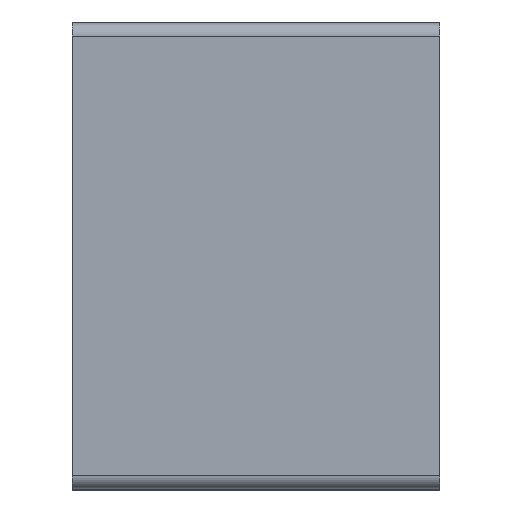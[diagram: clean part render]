
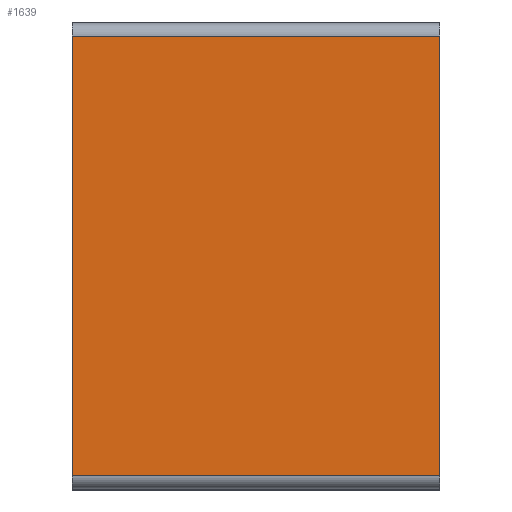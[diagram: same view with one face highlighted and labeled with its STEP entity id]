
A CAD part, top view. The second image highlights one B-rep face of the part: STEP entity #1639.
In plain terms, the highlighted planar face has unit normal (0, 0, 1).
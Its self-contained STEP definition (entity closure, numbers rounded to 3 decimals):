
#1613 = EDGE_CURVE ( 'NONE', #2114, #2099, #4633, .T. ) ;
#1637 = ORIENTED_EDGE ( 'NONE', *, *, #2126, .T. ) ;
#1638 = ORIENTED_EDGE ( 'NONE', *, *, #2115, .T. ) ;
#1639 = ADVANCED_FACE ( 'NONE', ( #4652 ), #4634, .T. ) ;
#1640 = ORIENTED_EDGE ( 'NONE', *, *, #1644, .T. ) ;
#1641 = ORIENTED_EDGE ( 'NONE', *, *, #1613, .T. ) ;
#1643 = EDGE_LOOP ( 'NONE', ( #1641, #1640, #1637, #1638 ) ) ;
#1644 = EDGE_CURVE ( 'NONE', #2099, #2123, #4645, .T. ) ;
#2079 = VERTEX_POINT ( 'NONE', #5380 ) ;
#2099 = VERTEX_POINT ( 'NONE', #5412 ) ;
#2114 = VERTEX_POINT ( 'NONE', #5449 ) ;
#2115 = EDGE_CURVE ( 'NONE', #2079, #2114, #5443, .T. ) ;
#2123 = VERTEX_POINT ( 'NONE', #5444 ) ;
#2126 = EDGE_CURVE ( 'NONE', #2123, #2079, #5496, .T. ) ;
#4628 = VECTOR ( 'NONE', #4638, 1000. ) ;
#4633 = LINE ( 'NONE', #4639, #4628 ) ;
#4634 = PLANE ( 'NONE',  #4643 ) ;
#4638 = DIRECTION ( 'NONE',  ( 1., 0., 0. ) ) ;
#4639 = CARTESIAN_POINT ( 'NONE',  ( 8865.301, -32894.506, 41.263 ) ) ;
#4641 = DIRECTION ( 'NONE',  ( 0., -1., 0. ) ) ;
#4642 = DIRECTION ( 'NONE',  ( 0., 0., 1. ) ) ;
#4643 = AXIS2_PLACEMENT_3D ( 'NONE', #4650, #4642, #4641 ) ;
#4644 = CARTESIAN_POINT ( 'NONE',  ( 8869.701, -32894.506, 41.263 ) ) ;
#4645 = LINE ( 'NONE', #4644, #4697 ) ;
#4650 = CARTESIAN_POINT ( 'NONE',  ( 8865.301, -32894.506, 41.263 ) ) ;
#4652 = FACE_OUTER_BOUND ( 'NONE', #1643, .T. ) ;
#4696 = DIRECTION ( 'NONE',  ( 0., 1., 0. ) ) ;
#4697 = VECTOR ( 'NONE', #4696, 1000. ) ;
#5380 = CARTESIAN_POINT ( 'NONE',  ( 8759.701, -32762.961, 41.263 ) ) ;
#5412 = CARTESIAN_POINT ( 'NONE',  ( 8869.701, -32894.506, 41.263 ) ) ;
#5440 = DIRECTION ( 'NONE',  ( 0., -1., 0. ) ) ;
#5441 = VECTOR ( 'NONE', #5440, 1000. ) ;
#5442 = CARTESIAN_POINT ( 'NONE',  ( 8759.701, -32894.506, 41.263 ) ) ;
#5443 = LINE ( 'NONE', #5442, #5441 ) ;
#5444 = CARTESIAN_POINT ( 'NONE',  ( 8869.701, -32762.961, 41.263 ) ) ;
#5449 = CARTESIAN_POINT ( 'NONE',  ( 8759.701, -32894.506, 41.263 ) ) ;
#5493 = DIRECTION ( 'NONE',  ( -1., 0., 0. ) ) ;
#5494 = VECTOR ( 'NONE', #5493, 1000. ) ;
#5495 = CARTESIAN_POINT ( 'NONE',  ( 8865.301, -32762.961, 41.263 ) ) ;
#5496 = LINE ( 'NONE', #5495, #5494 ) ;
